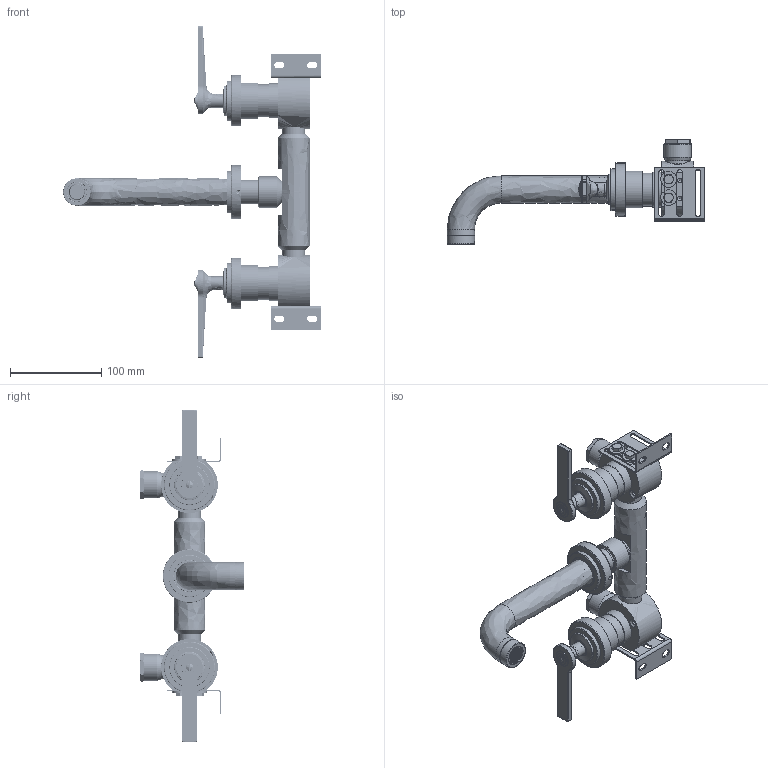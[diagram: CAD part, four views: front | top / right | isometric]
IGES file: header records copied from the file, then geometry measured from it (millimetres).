
Global section: file name: V7K47-1LF; native system: Autodesk Inventor 2018; preprocessor: unknown; author: aduggalther; date: 20170830.120316; units: centimetre
Bounding box: 282.3 x 114.5 x 363.9 mm (x, y, z)
Volume: 578031.3 mm3; surface area: 285778 mm2
Topology: 70 solids, 71 shells, 3599 faces, 9552 edges, 6388 vertices
Faces by surface type: bspline 3599
